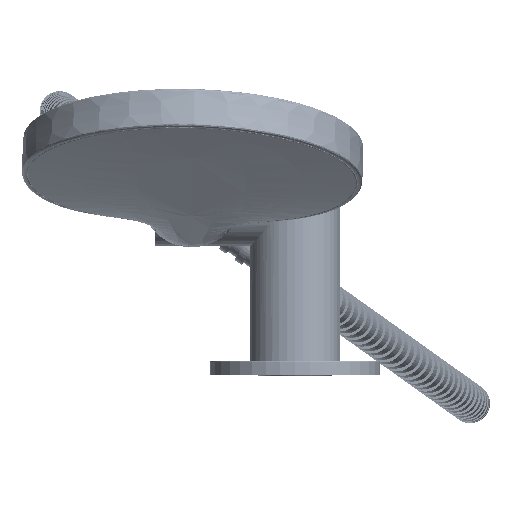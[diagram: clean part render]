
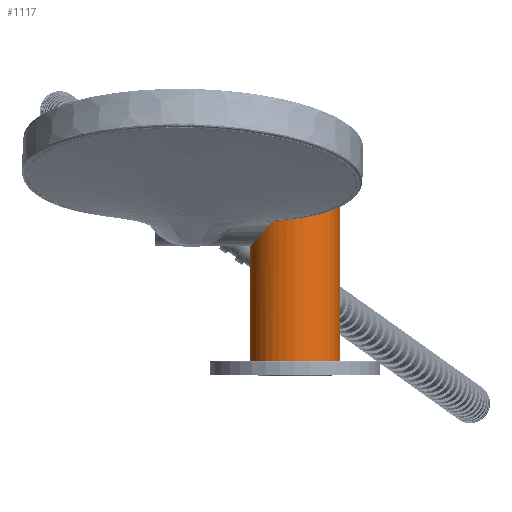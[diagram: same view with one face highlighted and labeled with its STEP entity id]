
A CAD part, front view. The second image highlights one B-rep face of the part: STEP entity #1117.
In plain terms, the highlighted cylindrical face has radius 16 mm (diameter 32 mm), a partial arc.
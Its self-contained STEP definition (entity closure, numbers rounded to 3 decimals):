
#6=CARTESIAN_POINT('',(0.,0.,0.));
#7=DIRECTION('',(0.,0.,1.));
#8=DIRECTION('',(-1.,0.,0.));
#9=AXIS2_PLACEMENT_3D('',#6,#7,#8);
#21=CARTESIAN_POINT('',(-16.,0.,75.));
#70=CARTESIAN_POINT('',(-16.,0.,45.));
#72=DIRECTION('',(0.,0.,-1.));
#73=VECTOR('',#72,45.);
#74=CARTESIAN_POINT('',(-16.,0.,45.));
#75=LINE('',#74,#73);
#76=DIRECTION('',(0.,0.,-1.));
#77=VECTOR('',#76,5.);
#78=CARTESIAN_POINT('',(-16.,0.,80.));
#79=LINE('',#78,#77);
#174=CARTESIAN_POINT('',(-16.,0.,45.));
#175=CARTESIAN_POINT('',(-16.,-0.325,45.));
#176=CARTESIAN_POINT('',(-15.98,-0.977,
45.021));
#177=CARTESIAN_POINT('',(-15.89,-1.954,45.117));
#178=CARTESIAN_POINT('',(-15.739,-2.933,45.278));
#179=CARTESIAN_POINT('',(-15.525,-3.913,45.507));
#180=CARTESIAN_POINT('',(-15.245,-4.894,45.808));
#181=CARTESIAN_POINT('',(-14.895,-5.875,46.185));
#182=CARTESIAN_POINT('',(-14.472,-6.852,46.642));
#183=CARTESIAN_POINT('',(-13.972,-7.823,47.185));
#184=CARTESIAN_POINT('',(-13.39,-8.783,47.822));
#185=CARTESIAN_POINT('',(-12.726,-9.722,48.555));
#186=CARTESIAN_POINT('',(-11.976,-10.632,49.394));
#187=CARTESIAN_POINT('',(-11.143,-11.503,50.344));
#188=CARTESIAN_POINT('',(-10.246,-12.308,51.392));
#189=CARTESIAN_POINT('',(-9.331,-13.013,52.503));
#190=CARTESIAN_POINT('',(-8.493,-13.57,53.574));
#191=CARTESIAN_POINT('',(-7.764,-13.997,54.574));
#192=CARTESIAN_POINT('',(-7.153,-14.316,55.492));
#193=CARTESIAN_POINT('',(-6.653,-14.554,56.338));
#194=CARTESIAN_POINT('',(-6.254,-14.729,57.125));
#195=CARTESIAN_POINT('',(-5.959,-14.85,57.844));
#196=CARTESIAN_POINT('',(-5.755,-14.929,58.502));
#197=CARTESIAN_POINT('',(-5.628,-14.977,59.11));
#198=CARTESIAN_POINT('',(-5.567,-15.,59.691));
#199=CARTESIAN_POINT('',(-5.564,-15.001,60.257));
#200=CARTESIAN_POINT('',(-5.62,-14.981,60.831));
#201=CARTESIAN_POINT('',(-5.739,-14.936,61.433));
#202=CARTESIAN_POINT('',(-5.932,-14.86,62.081));
#203=CARTESIAN_POINT('',(-6.219,-14.744,62.797));
#204=CARTESIAN_POINT('',(-6.608,-14.575,63.58));
#205=CARTESIAN_POINT('',(-7.103,-14.341,64.429));
#206=CARTESIAN_POINT('',(-7.713,-14.025,65.353));
#207=CARTESIAN_POINT('',(-8.437,-13.605,66.351));
#208=CARTESIAN_POINT('',(-9.296,-13.039,67.454));
#209=CARTESIAN_POINT('',(-10.241,-12.313,68.602));
#210=CARTESIAN_POINT('',(-11.143,-11.503,69.657));
#211=CARTESIAN_POINT('',(-11.973,-10.636,70.602));
#212=CARTESIAN_POINT('',(-12.723,-9.726,71.441));
#213=CARTESIAN_POINT('',(-13.388,-8.786,72.177));
#214=CARTESIAN_POINT('',(-13.969,-7.828,72.812));
#215=CARTESIAN_POINT('',(-14.47,-6.855,73.357));
#216=CARTESIAN_POINT('',(-14.893,-5.879,73.814));
#217=CARTESIAN_POINT('',(-15.244,-4.896,74.191));
#218=CARTESIAN_POINT('',(-15.525,-3.915,74.492));
#219=CARTESIAN_POINT('',(-15.739,-2.933,74.722));
#220=CARTESIAN_POINT('',(-15.891,-1.953,74.883));
#221=CARTESIAN_POINT('',(-15.98,-0.976,
74.979));
#222=CARTESIAN_POINT('',(-16.,-0.325,75.));
#223=CARTESIAN_POINT('',(-16.,0.,75.));
#225=DIRECTION('',(0.,0.,-1.));
#226=VECTOR('',#225,80.);
#227=CARTESIAN_POINT('',(16.,0.,80.));
#228=LINE('',#227,#226);
#234=CARTESIAN_POINT('',(0.,0.,80.));
#235=DIRECTION('',(0.,0.,-1.));
#236=DIRECTION('',(1.,0.,0.));
#237=AXIS2_PLACEMENT_3D('',#234,#235,#236);
#877=CARTESIAN_POINT('',(16.,0.,0.));
#878=CARTESIAN_POINT('',(-16.,0.,0.));
#879=VERTEX_POINT('',#877);
#880=VERTEX_POINT('',#878);
#897=VERTEX_POINT('',#21);
#898=VERTEX_POINT('',#70);
#899=CARTESIAN_POINT('',(16.,0.,80.));
#900=VERTEX_POINT('',#899);
#901=CARTESIAN_POINT('',(-16.,0.,80.));
#902=VERTEX_POINT('',#901);
#1103=CARTESIAN_POINT('',(0.,0.,0.));
#1104=DIRECTION('',(0.,0.,1.));
#1105=DIRECTION('',(1.,0.,0.));
#1106=AXIS2_PLACEMENT_3D('',#1103,#1104,#1105);
#1107=CYLINDRICAL_SURFACE('',#1106,16.);
#1108=ORIENTED_EDGE('',*,*,#1094,.T.);
#1109=ORIENTED_EDGE('',*,*,#1057,.F.);
#1111=ORIENTED_EDGE('',*,*,#1110,.F.);
#1112=ORIENTED_EDGE('',*,*,#1053,.T.);
#1113=ORIENTED_EDGE('',*,*,#1032,.F.);
#1114=ORIENTED_EDGE('',*,*,#1050,.F.);
#1115=EDGE_LOOP('',(#1108,#1109,#1111,#1112,#1113,#1114));
#1116=FACE_OUTER_BOUND('',#1115,.F.);
#1117=ADVANCED_FACE('',(#1116),#1107,.T.);
#10=CIRCLE('',#9,16.);
#224=B_SPLINE_CURVE_WITH_KNOTS('',3,(#174,#175,#176,#177,#178,#179,#180,#181,
#182,#183,#184,#185,#186,#187,#188,#189,#190,#191,#192,#193,#194,#195,#196,#197,
#198,#199,#200,#201,#202,#203,#204,#205,#206,#207,#208,#209,#210,#211,#212,#213,
#214,#215,#216,#217,#218,#219,#220,#221,#222,#223),.UNSPECIFIED.,.F.,.F.,(4,1,1,
1,1,1,1,1,1,1,1,1,1,1,1,1,1,1,1,1,1,1,1,1,1,1,1,1,1,1,1,1,1,1,1,1,1,1,1,1,1,1,1,
1,1,1,1,4),(0.,0.021,0.043,0.064,
0.085,0.106,0.128,0.149,
0.17,0.191,0.213,0.234,
0.255,0.277,0.298,0.319,
0.34,0.362,0.383,0.404,
0.426,0.447,0.468,0.489,
0.511,0.532,0.553,0.574,
0.596,0.617,0.638,0.66,
0.681,0.702,0.723,0.745,
0.766,0.787,0.809,0.83,
0.851,0.872,0.894,0.915,
0.936,0.957,0.979,1.),.UNSPECIFIED.);
#238=CIRCLE('',#237,16.);
#1032=EDGE_CURVE('',#880,#879,#10,.T.);
#1050=EDGE_CURVE('',#898,#880,#75,.T.);
#1053=EDGE_CURVE('',#900,#879,#228,.T.);
#1057=EDGE_CURVE('',#902,#897,#79,.T.);
#1094=EDGE_CURVE('',#898,#897,#224,.T.);
#1110=EDGE_CURVE('',#900,#902,#238,.T.);
